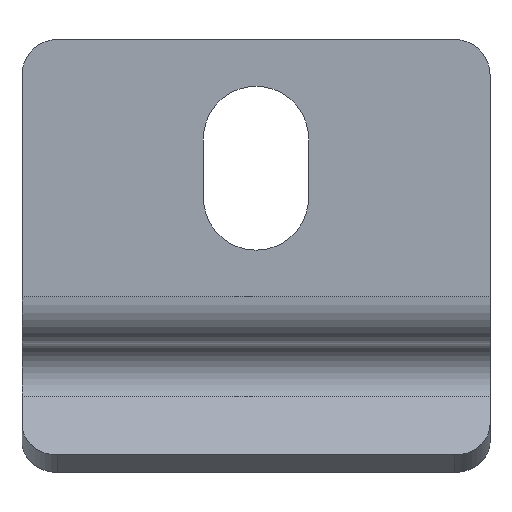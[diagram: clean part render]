
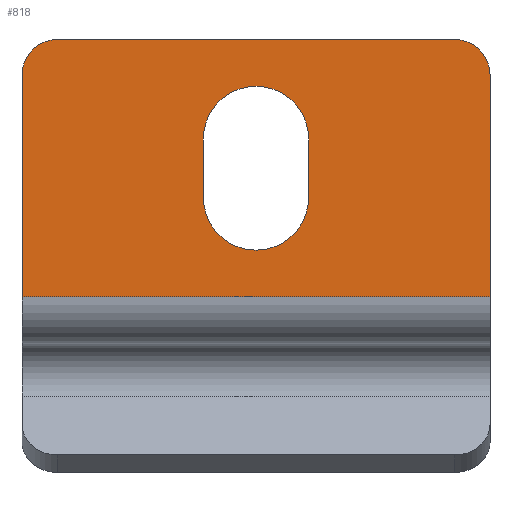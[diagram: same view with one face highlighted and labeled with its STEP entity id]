
A CAD part, front view. The second image highlights one B-rep face of the part: STEP entity #818.
In plain terms, the highlighted planar face has unit normal (0, -1, 0).
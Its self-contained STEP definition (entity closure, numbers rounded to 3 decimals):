
#160=DIRECTION('',(1.,0.,0.));
#161=VECTOR('',#160,40.);
#162=CARTESIAN_POINT('',(-20.,0.,-22.));
#163=LINE('',#162,#161);
#219=DIRECTION('',(0.,0.,-1.));
#220=VECTOR('',#219,19.);
#221=CARTESIAN_POINT('',(20.,0.,-3.));
#222=LINE('',#221,#220);
#223=CARTESIAN_POINT('',(17.,0.,-3.));
#224=DIRECTION('',(0.,-1.,0.));
#225=DIRECTION('',(1.,0.,0.));
#226=AXIS2_PLACEMENT_3D('',#223,#224,#225);
#228=CARTESIAN_POINT('',(-17.,0.,-3.));
#229=DIRECTION('',(0.,-1.,0.));
#230=DIRECTION('',(0.,0.,1.));
#231=AXIS2_PLACEMENT_3D('',#228,#229,#230);
#233=DIRECTION('',(1.,0.,0.));
#234=VECTOR('',#233,34.);
#235=CARTESIAN_POINT('',(-17.,0.,0.));
#236=LINE('',#235,#234);
#237=DIRECTION('',(0.,0.,-1.));
#238=VECTOR('',#237,5.);
#239=CARTESIAN_POINT('',(-4.5,0.,-8.5));
#240=LINE('',#239,#238);
#241=CARTESIAN_POINT('',(0.,0.,-13.5));
#242=DIRECTION('',(0.,1.,0.));
#243=DIRECTION('',(1.,0.,0.));
#244=AXIS2_PLACEMENT_3D('',#241,#242,#243);
#246=DIRECTION('',(0.,0.,1.));
#247=VECTOR('',#246,5.);
#248=CARTESIAN_POINT('',(4.5,0.,-13.5));
#249=LINE('',#248,#247);
#250=CARTESIAN_POINT('',(0.,0.,-8.5));
#251=DIRECTION('',(0.,1.,0.));
#252=DIRECTION('',(-1.,0.,0.));
#253=AXIS2_PLACEMENT_3D('',#250,#251,#252);
#259=DIRECTION('',(0.,0.,-1.));
#260=VECTOR('',#259,19.);
#261=CARTESIAN_POINT('',(-20.,0.,-3.));
#262=LINE('',#261,#260);
#373=CARTESIAN_POINT('',(-20.,0.,-22.));
#374=CARTESIAN_POINT('',(20.,0.,-22.));
#375=VERTEX_POINT('',#373);
#376=VERTEX_POINT('',#374);
#401=CARTESIAN_POINT('',(20.,0.,-3.));
#402=CARTESIAN_POINT('',(17.,0.,0.));
#403=VERTEX_POINT('',#401);
#404=VERTEX_POINT('',#402);
#409=CARTESIAN_POINT('',(-17.,0.,0.));
#410=CARTESIAN_POINT('',(-20.,0.,-3.));
#411=VERTEX_POINT('',#409);
#412=VERTEX_POINT('',#410);
#433=CARTESIAN_POINT('',(-4.5,0.,-8.5));
#434=CARTESIAN_POINT('',(-4.5,0.,-13.5));
#435=VERTEX_POINT('',#433);
#436=VERTEX_POINT('',#434);
#437=CARTESIAN_POINT('',(4.5,0.,-13.5));
#438=VERTEX_POINT('',#437);
#439=CARTESIAN_POINT('',(4.5,0.,-8.5));
#440=VERTEX_POINT('',#439);
#792=CARTESIAN_POINT('',(-20.,0.,0.));
#793=DIRECTION('',(0.,-1.,0.));
#794=DIRECTION('',(0.,0.,-1.));
#795=AXIS2_PLACEMENT_3D('',#792,#793,#794);
#796=PLANE('',#795);
#797=ORIENTED_EDGE('',*,*,#782,.F.);
#798=ORIENTED_EDGE('',*,*,#772,.T.);
#799=ORIENTED_EDGE('',*,*,#701,.F.);
#801=ORIENTED_EDGE('',*,*,#800,.F.);
#803=ORIENTED_EDGE('',*,*,#802,.F.);
#805=ORIENTED_EDGE('',*,*,#804,.T.);
#806=EDGE_LOOP('',(#797,#798,#799,#801,#803,#805));
#807=FACE_OUTER_BOUND('',#806,.F.);
#809=ORIENTED_EDGE('',*,*,#808,.T.);
#811=ORIENTED_EDGE('',*,*,#810,.F.);
#813=ORIENTED_EDGE('',*,*,#812,.T.);
#815=ORIENTED_EDGE('',*,*,#814,.F.);
#816=EDGE_LOOP('',(#809,#811,#813,#815));
#817=FACE_BOUND('',#816,.F.);
#818=ADVANCED_FACE('',(#807,#817),#796,.T.);
#227=CIRCLE('',#226,3.);
#232=CIRCLE('',#231,3.);
#245=CIRCLE('',#244,4.5);
#254=CIRCLE('',#253,4.5);
#701=EDGE_CURVE('',#375,#376,#163,.T.);
#772=EDGE_CURVE('',#403,#376,#222,.T.);
#782=EDGE_CURVE('',#403,#404,#227,.T.);
#800=EDGE_CURVE('',#412,#375,#262,.T.);
#802=EDGE_CURVE('',#411,#412,#232,.T.);
#804=EDGE_CURVE('',#411,#404,#236,.T.);
#808=EDGE_CURVE('',#435,#436,#240,.T.);
#810=EDGE_CURVE('',#438,#436,#245,.T.);
#812=EDGE_CURVE('',#438,#440,#249,.T.);
#814=EDGE_CURVE('',#435,#440,#254,.T.);
